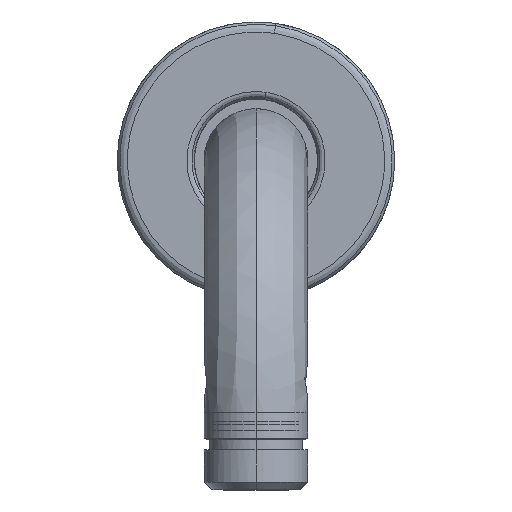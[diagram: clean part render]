
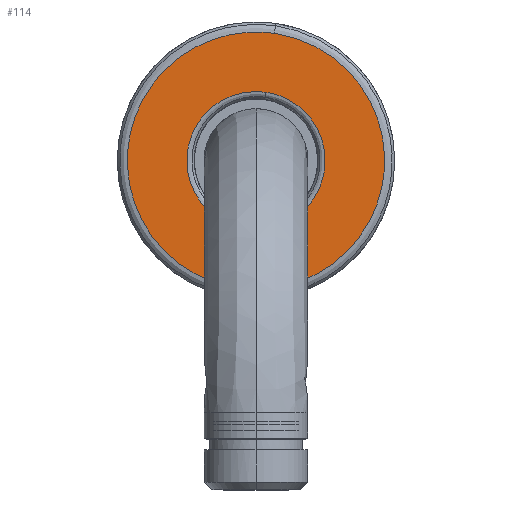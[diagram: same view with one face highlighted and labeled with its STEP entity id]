
A CAD part, front view. The second image highlights one B-rep face of the part: STEP entity #114.
In plain terms, the highlighted face is planar.
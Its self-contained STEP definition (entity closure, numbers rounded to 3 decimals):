
#114=ADVANCED_FACE('',(#232,#165),#1549,.T.);
#165=FACE_BOUND('',#348,.T.);
#232=FACE_OUTER_BOUND('',#347,.T.);
#347=EDGE_LOOP('',(#641,#642,#643,#644));
#348=EDGE_LOOP('',(#645,#646,#647,#648));
#641=ORIENTED_EDGE('',*,*,#983,.F.);
#642=ORIENTED_EDGE('',*,*,#984,.F.);
#643=ORIENTED_EDGE('',*,*,#977,.F.);
#644=ORIENTED_EDGE('',*,*,#978,.F.);
#645=ORIENTED_EDGE('',*,*,#1074,.F.);
#646=ORIENTED_EDGE('',*,*,#1071,.F.);
#647=ORIENTED_EDGE('',*,*,#1072,.F.);
#648=ORIENTED_EDGE('',*,*,#1073,.F.);
#977=EDGE_CURVE('',#1394,#1395,#1261,.T.);
#978=EDGE_CURVE('',#1393,#1394,#1262,.T.);
#983=EDGE_CURVE('',#1396,#1393,#1267,.T.);
#984=EDGE_CURVE('',#1395,#1396,#1268,.T.);
#1071=EDGE_CURVE('',#1398,#1399,#1307,.T.);
#1072=EDGE_CURVE('',#1397,#1398,#1308,.T.);
#1073=EDGE_CURVE('',#1400,#1397,#1309,.T.);
#1074=EDGE_CURVE('',#1399,#1400,#1310,.T.);
#1261=(
BOUNDED_CURVE()
B_SPLINE_CURVE(2,(#4309,#4310,#4311,#4312,#4313),.UNSPECIFIED.,.F.,.F.)
B_SPLINE_CURVE_WITH_KNOTS((3,2,3),(-79.937,-39.969,
0.),.UNSPECIFIED.)
CURVE()
GEOMETRIC_REPRESENTATION_ITEM()
RATIONAL_B_SPLINE_CURVE((1.,0.708,1.,0.708,1.))
REPRESENTATION_ITEM('')
);
#1262=(
BOUNDED_CURVE()
B_SPLINE_CURVE(2,(#4314,#4315,#4316),.UNSPECIFIED.,.F.,.F.)
B_SPLINE_CURVE_WITH_KNOTS((3,3),(-0.173,0.),.UNSPECIFIED.)
CURVE()
GEOMETRIC_REPRESENTATION_ITEM()
RATIONAL_B_SPLINE_CURVE((1.,1.,1.))
REPRESENTATION_ITEM('')
);
#1267=(
BOUNDED_CURVE()
B_SPLINE_CURVE(2,(#4331,#4332,#4333,#4334,#4335),.UNSPECIFIED.,.F.,.F.)
B_SPLINE_CURVE_WITH_KNOTS((3,2,3),(-79.937,-39.969,
0.),.UNSPECIFIED.)
CURVE()
GEOMETRIC_REPRESENTATION_ITEM()
RATIONAL_B_SPLINE_CURVE((1.,0.708,1.,0.708,1.))
REPRESENTATION_ITEM('')
);
#1268=(
BOUNDED_CURVE()
B_SPLINE_CURVE(2,(#4336,#4337,#4338),.UNSPECIFIED.,.F.,.F.)
B_SPLINE_CURVE_WITH_KNOTS((3,3),(-0.173,0.),.UNSPECIFIED.)
CURVE()
GEOMETRIC_REPRESENTATION_ITEM()
RATIONAL_B_SPLINE_CURVE((1.,1.,1.))
REPRESENTATION_ITEM('')
);
#1307=(
BOUNDED_CURVE()
B_SPLINE_CURVE(2,(#4719,#4720,#4721,#4722,#4723),.UNSPECIFIED.,.F.,.F.)
B_SPLINE_CURVE_WITH_KNOTS((3,2,3),(-42.887,-21.443,
0.),.UNSPECIFIED.)
CURVE()
GEOMETRIC_REPRESENTATION_ITEM()
RATIONAL_B_SPLINE_CURVE((1.,0.709,1.,0.709,1.))
REPRESENTATION_ITEM('')
);
#1308=(
BOUNDED_CURVE()
B_SPLINE_CURVE(2,(#4724,#4725,#4726),.UNSPECIFIED.,.F.,.F.)
B_SPLINE_CURVE_WITH_KNOTS((3,3),(-0.148,0.),.UNSPECIFIED.)
CURVE()
GEOMETRIC_REPRESENTATION_ITEM()
RATIONAL_B_SPLINE_CURVE((1.,1.,1.))
REPRESENTATION_ITEM('')
);
#1309=(
BOUNDED_CURVE()
B_SPLINE_CURVE(2,(#4727,#4728,#4729,#4730,#4731),.UNSPECIFIED.,.F.,.F.)
B_SPLINE_CURVE_WITH_KNOTS((3,2,3),(-42.887,-21.443,
0.),.UNSPECIFIED.)
CURVE()
GEOMETRIC_REPRESENTATION_ITEM()
RATIONAL_B_SPLINE_CURVE((1.,0.709,1.,0.709,1.))
REPRESENTATION_ITEM('')
);
#1310=(
BOUNDED_CURVE()
B_SPLINE_CURVE(2,(#4732,#4733,#4734),.UNSPECIFIED.,.F.,.F.)
B_SPLINE_CURVE_WITH_KNOTS((3,3),(-0.148,0.),.UNSPECIFIED.)
CURVE()
GEOMETRIC_REPRESENTATION_ITEM()
RATIONAL_B_SPLINE_CURVE((1.,1.,1.))
REPRESENTATION_ITEM('')
);
#1393=VERTEX_POINT('',#4237);
#1394=VERTEX_POINT('',#4238);
#1395=VERTEX_POINT('',#4239);
#1396=VERTEX_POINT('',#4240);
#1397=VERTEX_POINT('',#4241);
#1398=VERTEX_POINT('',#4242);
#1399=VERTEX_POINT('',#4243);
#1400=VERTEX_POINT('',#4244);
#1549=PLANE('',#2245);
#2245=AXIS2_PLACEMENT_3D('',#3494,#2351,$);
#2351=DIRECTION('',(0.,0.,-1.));
#3494=CARTESIAN_POINT('',(-30.694,-30.798,0.));
#4237=CARTESIAN_POINT('',(25.5,0.,0.));
#4238=CARTESIAN_POINT('',(25.499,0.173,0.));
#4239=CARTESIAN_POINT('',(-25.5,0.,0.));
#4240=CARTESIAN_POINT('',(-25.499,-0.173,0.));
#4241=CARTESIAN_POINT('',(-13.699,0.,0.));
#4242=CARTESIAN_POINT('',(-13.698,0.148,0.));
#4243=CARTESIAN_POINT('',(13.699,0.,0.));
#4244=CARTESIAN_POINT('',(13.698,-0.148,0.));
#4309=CARTESIAN_POINT('',(25.499,0.173,0.));
#4310=CARTESIAN_POINT('',(25.327,25.586,0.));
#4311=CARTESIAN_POINT('',(-0.087,25.5,0.));
#4312=CARTESIAN_POINT('',(-25.5,25.413,0.));
#4313=CARTESIAN_POINT('',(-25.5,0.,0.));
#4314=CARTESIAN_POINT('',(25.5,0.,0.));
#4315=CARTESIAN_POINT('',(25.5,0.087,0.));
#4316=CARTESIAN_POINT('',(25.499,0.173,0.));
#4331=CARTESIAN_POINT('',(-25.499,-0.173,0.));
#4332=CARTESIAN_POINT('',(-25.327,-25.586,0.));
#4333=CARTESIAN_POINT('',(0.087,-25.5,0.));
#4334=CARTESIAN_POINT('',(25.5,-25.413,0.));
#4335=CARTESIAN_POINT('',(25.5,0.,0.));
#4336=CARTESIAN_POINT('',(-25.5,0.,0.));
#4337=CARTESIAN_POINT('',(-25.5,-0.087,0.));
#4338=CARTESIAN_POINT('',(-25.499,-0.173,0.));
#4719=CARTESIAN_POINT('',(-13.698,0.148,0.));
#4720=CARTESIAN_POINT('',(-13.55,13.772,0.));
#4721=CARTESIAN_POINT('',(0.074,13.698,0.));
#4722=CARTESIAN_POINT('',(13.699,13.625,0.));
#4723=CARTESIAN_POINT('',(13.699,0.,0.));
#4724=CARTESIAN_POINT('',(-13.699,0.,0.));
#4725=CARTESIAN_POINT('',(-13.699,0.074,0.));
#4726=CARTESIAN_POINT('',(-13.698,0.148,0.));
#4727=CARTESIAN_POINT('',(13.698,-0.148,0.));
#4728=CARTESIAN_POINT('',(13.55,-13.772,0.));
#4729=CARTESIAN_POINT('',(-0.074,-13.698,0.));
#4730=CARTESIAN_POINT('',(-13.699,-13.625,0.));
#4731=CARTESIAN_POINT('',(-13.699,0.,0.));
#4732=CARTESIAN_POINT('',(13.699,0.,0.));
#4733=CARTESIAN_POINT('',(13.699,-0.074,0.));
#4734=CARTESIAN_POINT('',(13.698,-0.148,0.));
